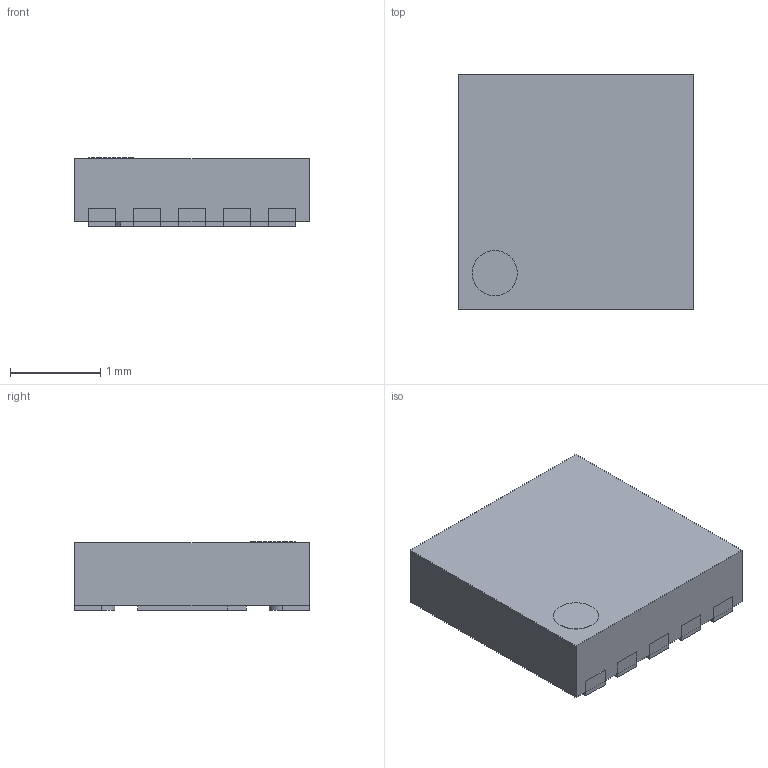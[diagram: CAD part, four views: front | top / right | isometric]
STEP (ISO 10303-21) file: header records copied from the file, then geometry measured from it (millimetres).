
FILE_DESCRIPTION(('FreeCAD Model'),'2;1');
FILE_NAME('Open CASCADE Shape Model','2021-07-29T16:56:34',('Author'),( ''),'Open CASCADE STEP processor 7.5','FreeCAD','Unknown');
FILE_SCHEMA(('AUTOMOTIVE_DESIGN { 1 0 10303 214 1 1 1 1 }'));
Length unit declared in the file: millimetre
Products named in the file (7): TPS63900_WSON; Body; Body003; Body004; Array001; Array; Pad001
Assembly tree (11 placements, depth 4):
  TPS63900_WSON
    Body
    Body003
    Body004
    Array001
      Array  x2
        Pad001
Bounding box: 2.6 x 2.61 x 0.76 mm (x, y, z)
Volume: 5.1 mm3; surface area: 31.6 mm2
Topology: 13 solids, 13 shells, 76 faces, 150 edges, 100 vertices
Faces by surface type: plane 65, cylinder 11
Full cylindrical faces by diameter (mm): 0.5 x1
Entity records: 746 total; most frequent: DIRECTION 114, CARTESIAN_POINT 104, ORIENTED_EDGE 84, EDGE_CURVE 42, AXIS2_PLACEMENT_3D 38, LINE 38, VECTOR 38, VERTEX_POINT 28
